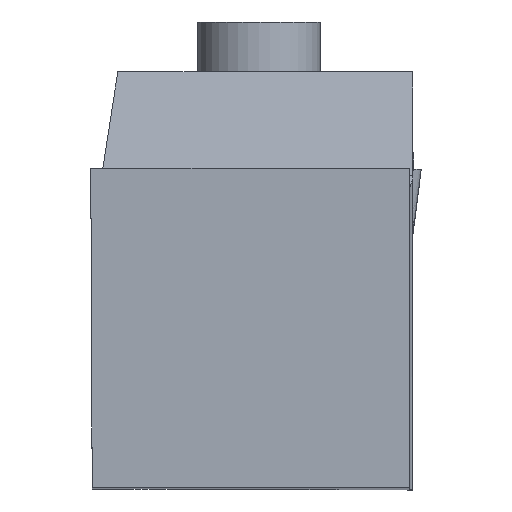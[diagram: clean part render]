
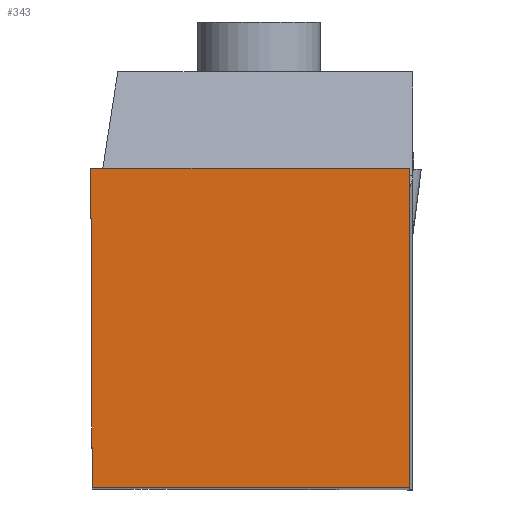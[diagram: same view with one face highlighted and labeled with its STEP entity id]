
A CAD part, top view. The second image highlights one B-rep face of the part: STEP entity #343.
In plain terms, the highlighted planar face has unit normal (0, 0, 1).
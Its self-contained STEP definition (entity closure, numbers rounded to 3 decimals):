
#246=FACE_OUTER_BOUND('',#921,.T.);
#343=ADVANCED_FACE('CU_BACK_SU1',(#246),#443,.F.);
#443=PLANE('',#2168);
#509=LINE('',#2732,#703);
#546=LINE('',#2807,#740);
#549=LINE('',#2821,#743);
#550=LINE('',#2822,#744);
#703=VECTOR('',#2293,1.);
#740=VECTOR('',#2344,1.);
#743=VECTOR('',#2351,1.);
#744=VECTOR('',#2352,1.);
#921=EDGE_LOOP('',(#1092,#1093,#1094,#1095));
#1092=ORIENTED_EDGE('',*,*,#1809,.T.);
#1093=ORIENTED_EDGE('',*,*,#1852,.T.);
#1094=ORIENTED_EDGE('',*,*,#1848,.T.);
#1095=ORIENTED_EDGE('',*,*,#1853,.F.);
#1611=VERTEX_POINT('',#2731);
#1612=VERTEX_POINT('',#2733);
#1642=VERTEX_POINT('',#2806);
#1643=VERTEX_POINT('',#2808);
#1809=EDGE_CURVE('',#1612,#1611,#509,.T.);
#1848=EDGE_CURVE('',#1643,#1642,#546,.T.);
#1852=EDGE_CURVE('',#1611,#1643,#549,.T.);
#1853=EDGE_CURVE('',#1612,#1642,#550,.T.);
#2168=AXIS2_PLACEMENT_3D('',#2823,#2353,#2354);
#2293=DIRECTION('',(1.,0.,0.));
#2344=DIRECTION('',(-1.,0.,0.));
#2351=DIRECTION('',(0.,1.,0.));
#2352=DIRECTION('',(-0.004,1.,0.));
#2353=DIRECTION('',(0.,0.,-1.));
#2354=DIRECTION('',(0.,-1.,0.));
#2731=CARTESIAN_POINT('',(31.85,0.,0.));
#2732=CARTESIAN_POINT('',(56.708,0.,0.));
#2733=CARTESIAN_POINT('',(0.139,0.,0.));
#2806=CARTESIAN_POINT('',(0.,31.85,0.));
#2807=CARTESIAN_POINT('',(56.708,31.85,0.));
#2808=CARTESIAN_POINT('',(31.85,31.85,0.));
#2821=CARTESIAN_POINT('',(31.85,51.85,0.));
#2822=CARTESIAN_POINT('',(-0.086,51.602,0.));
#2823=CARTESIAN_POINT('',(56.708,51.85,0.));
